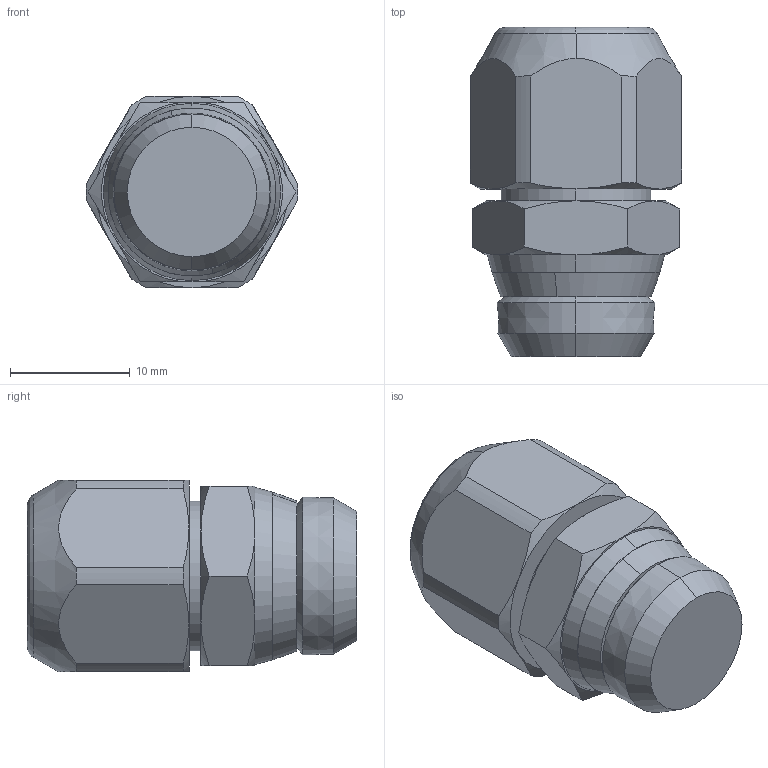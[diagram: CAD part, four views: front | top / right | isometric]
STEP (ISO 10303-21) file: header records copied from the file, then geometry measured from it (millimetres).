
FILE_DESCRIPTION (( 'STEP AP214' ), '1' );
FILE_NAME ('6100500011A.step', '2012-09-28T12:27:55', ( '' ), ( '' ), 'SwSTEP 2.0', 'SolidWorks 2012', '' );
FILE_SCHEMA (( 'AUTOMOTIVE_DESIGN' ));
Length unit declared in the file: millimetre
Products named in the file (1): 6100500011A
Bounding box: 17.69 x 27.5 x 16 mm (x, y, z)
Volume: 4955.1 mm3; surface area: 1783.9 mm2
Topology: 1 solids, 1 shells, 59 faces, 138 edges, 86 vertices
Faces by surface type: cone 30, plane 19, cylinder 8, torus 2
Entity records: 1970 total; most frequent: CARTESIAN_POINT 580, ORIENTED_EDGE 276, DIRECTION 270, EDGE_CURVE 138, AXIS2_PLACEMENT_3D 116, VERTEX_POINT 86, EDGE_LOOP 64, ADVANCED_FACE 59
